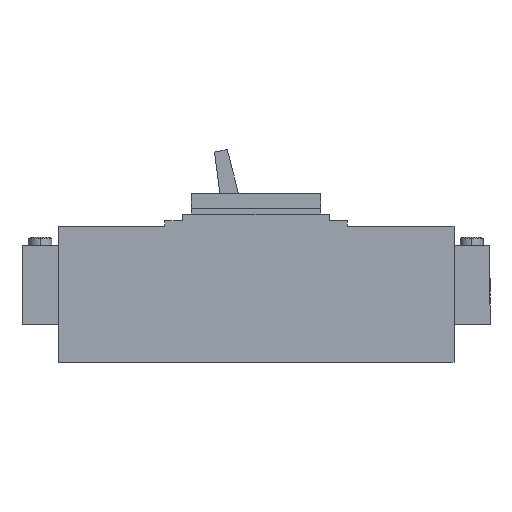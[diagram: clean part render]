
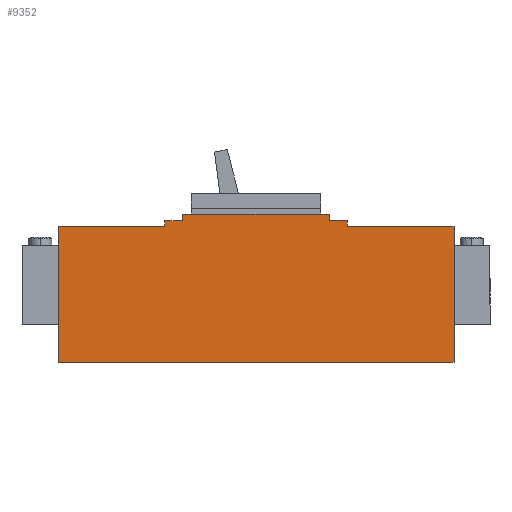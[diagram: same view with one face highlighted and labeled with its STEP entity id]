
A CAD part, left-side view. The second image highlights one B-rep face of the part: STEP entity #9352.
In plain terms, the highlighted planar face has unit normal (-1, 0, 0).
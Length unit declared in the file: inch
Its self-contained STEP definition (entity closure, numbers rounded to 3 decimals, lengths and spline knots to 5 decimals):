
#75 = DIRECTION ( 'NONE',  ( 0., -1., 0. ) ) ;
#181 = EDGE_CURVE ( 'NONE', #15736, #21215, #8729, .T. ) ;
#289 = LINE ( 'NONE', #20320, #1451 ) ;
#440 = DIRECTION ( 'NONE',  ( 0., 0., 1. ) ) ;
#684 = DIRECTION ( 'NONE',  ( 0., -1., 0. ) ) ;
#1451 = VECTOR ( 'NONE', #75, 39.37008 ) ;
#1509 = VECTOR ( 'NONE', #18079, 39.37008 ) ;
#1644 = CARTESIAN_POINT ( 'NONE',  ( -4.13386, -5.41339, 0. ) ) ;
#1904 = ORIENTED_EDGE ( 'NONE', *, *, #12067, .F. ) ;
#1990 = LINE ( 'NONE', #8836, #12338 ) ;
#2097 = FACE_OUTER_BOUND ( 'NONE', #7324, .T. ) ;
#2189 = VECTOR ( 'NONE', #9785, 39.37008 ) ;
#2686 = EDGE_CURVE ( 'NONE', #11268, #2957, #1990, .T. ) ;
#2807 = DIRECTION ( 'NONE',  ( 0., -1., 0. ) ) ;
#2957 = VERTEX_POINT ( 'NONE', #11623 ) ;
#3223 = EDGE_CURVE ( 'NONE', #2957, #13544, #4187, .T. ) ;
#3249 = VECTOR ( 'NONE', #18937, 39.37008 ) ;
#3633 = LINE ( 'NONE', #20603, #11393 ) ;
#4154 = CARTESIAN_POINT ( 'NONE',  ( -4.13386, -5.41339, 0. ) ) ;
#4187 = LINE ( 'NONE', #8013, #15557 ) ;
#4282 = ORIENTED_EDGE ( 'NONE', *, *, #15982, .F. ) ;
#4378 = VERTEX_POINT ( 'NONE', #12602 ) ;
#4496 = LINE ( 'NONE', #11328, #19832 ) ;
#4717 = CARTESIAN_POINT ( 'NONE',  ( -4.13386, -4.78346, 3.72047 ) ) ;
#4789 = LINE ( 'NONE', #13641, #8394 ) ;
#4972 = ORIENTED_EDGE ( 'NONE', *, *, #17625, .F. ) ;
#5162 = EDGE_CURVE ( 'NONE', #7736, #11268, #16502, .T. ) ;
#6201 = VECTOR ( 'NONE', #440, 39.37008 ) ;
#6317 = VERTEX_POINT ( 'NONE', #21695 ) ;
#6396 = EDGE_CURVE ( 'NONE', #22225, #9799, #289, .T. ) ;
#6455 = AXIS2_PLACEMENT_3D ( 'NONE', #14007, #17277, #12200 ) ;
#6747 = CARTESIAN_POINT ( 'NONE',  ( -4.13386, 5.41339, 3.72047 ) ) ;
#7030 = CARTESIAN_POINT ( 'NONE',  ( -4.13386, 2.00787, 4.05512 ) ) ;
#7324 = EDGE_LOOP ( 'NONE', ( #1904, #4972, #12753, #15963, #10238, #14940, #19541, #9743, #18275, #16197, #21460, #4282 ) ) ;
#7736 = VERTEX_POINT ( 'NONE', #7030 ) ;
#8013 = CARTESIAN_POINT ( 'NONE',  ( -4.13386, -4.78346, 3.87795 ) ) ;
#8394 = VECTOR ( 'NONE', #11731, 39.37008 ) ;
#8729 = LINE ( 'NONE', #1644, #21606 ) ;
#8836 = CARTESIAN_POINT ( 'NONE',  ( -4.13386, -2.00787, 0. ) ) ;
#9212 = CARTESIAN_POINT ( 'NONE',  ( -4.13386, 2.00787, 0. ) ) ;
#9352 = ADVANCED_FACE ( 'NONE', ( #2097 ), #20755, .F. ) ;
#9743 = ORIENTED_EDGE ( 'NONE', *, *, #20777, .F. ) ;
#9785 = DIRECTION ( 'NONE',  ( 0., 0., 1. ) ) ;
#9799 = VERTEX_POINT ( 'NONE', #11936 ) ;
#9879 = CARTESIAN_POINT ( 'NONE',  ( -4.13386, -4.78346, 4.05512 ) ) ;
#10238 = ORIENTED_EDGE ( 'NONE', *, *, #5162, .F. ) ;
#11268 = VERTEX_POINT ( 'NONE', #12917 ) ;
#11328 = CARTESIAN_POINT ( 'NONE',  ( -4.13386, -4.78346, 3.72047 ) ) ;
#11332 = VERTEX_POINT ( 'NONE', #6747 ) ;
#11334 = LINE ( 'NONE', #11562, #2189 ) ;
#11393 = VECTOR ( 'NONE', #12043, 39.37008 ) ;
#11562 = CARTESIAN_POINT ( 'NONE',  ( -4.13386, 5.41339, 0. ) ) ;
#11623 = CARTESIAN_POINT ( 'NONE',  ( -4.13386, -2.00787, 3.87795 ) ) ;
#11731 = DIRECTION ( 'NONE',  ( 0., 0., 1. ) ) ;
#11936 = CARTESIAN_POINT ( 'NONE',  ( -4.13386, 2.00787, 3.87795 ) ) ;
#11977 = DIRECTION ( 'NONE',  ( 0., 1., 0. ) ) ;
#12008 = EDGE_CURVE ( 'NONE', #21215, #11332, #11334, .T. ) ;
#12043 = DIRECTION ( 'NONE',  ( 0., 0., -1. ) ) ;
#12067 = EDGE_CURVE ( 'NONE', #6317, #13904, #16517, .T. ) ;
#12200 = DIRECTION ( 'NONE',  ( 0., 0., -1. ) ) ;
#12338 = VECTOR ( 'NONE', #15689, 39.37008 ) ;
#12602 = CARTESIAN_POINT ( 'NONE',  ( -4.13386, 2.5, 3.72047 ) ) ;
#12753 = ORIENTED_EDGE ( 'NONE', *, *, #3223, .F. ) ;
#12917 = CARTESIAN_POINT ( 'NONE',  ( -4.13386, -2.00787, 4.05512 ) ) ;
#13474 = DIRECTION ( 'NONE',  ( 0., -1., 0. ) ) ;
#13544 = VERTEX_POINT ( 'NONE', #18617 ) ;
#13641 = CARTESIAN_POINT ( 'NONE',  ( -4.13386, 2.5, 0. ) ) ;
#13904 = VERTEX_POINT ( 'NONE', #19513 ) ;
#14007 = CARTESIAN_POINT ( 'NONE',  ( -4.13386, -4.78346, 0. ) ) ;
#14761 = CARTESIAN_POINT ( 'NONE',  ( -4.13386, 2.5, 3.87795 ) ) ;
#14940 = ORIENTED_EDGE ( 'NONE', *, *, #19313, .F. ) ;
#15446 = CARTESIAN_POINT ( 'NONE',  ( -4.13386, -5.41339, 0. ) ) ;
#15557 = VECTOR ( 'NONE', #684, 39.37008 ) ;
#15689 = DIRECTION ( 'NONE',  ( 0., 0., -1. ) ) ;
#15736 = VERTEX_POINT ( 'NONE', #4154 ) ;
#15963 = ORIENTED_EDGE ( 'NONE', *, *, #2686, .F. ) ;
#15982 = EDGE_CURVE ( 'NONE', #13904, #15736, #19160, .T. ) ;
#16189 = VECTOR ( 'NONE', #13474, 39.37008 ) ;
#16197 = ORIENTED_EDGE ( 'NONE', *, *, #12008, .F. ) ;
#16295 = LINE ( 'NONE', #9212, #6201 ) ;
#16502 = LINE ( 'NONE', #9879, #1509 ) ;
#16517 = LINE ( 'NONE', #4717, #16189 ) ;
#17277 = DIRECTION ( 'NONE',  ( 1., 0., 0. ) ) ;
#17625 = EDGE_CURVE ( 'NONE', #13544, #6317, #3633, .T. ) ;
#18079 = DIRECTION ( 'NONE',  ( 0., -1., 0. ) ) ;
#18275 = ORIENTED_EDGE ( 'NONE', *, *, #19559, .F. ) ;
#18617 = CARTESIAN_POINT ( 'NONE',  ( -4.13386, -2.5, 3.87795 ) ) ;
#18937 = DIRECTION ( 'NONE',  ( 0., 0., -1. ) ) ;
#19160 = LINE ( 'NONE', #15446, #3249 ) ;
#19313 = EDGE_CURVE ( 'NONE', #9799, #7736, #16295, .T. ) ;
#19513 = CARTESIAN_POINT ( 'NONE',  ( -4.13386, -5.41339, 3.72047 ) ) ;
#19541 = ORIENTED_EDGE ( 'NONE', *, *, #6396, .F. ) ;
#19559 = EDGE_CURVE ( 'NONE', #11332, #4378, #4496, .T. ) ;
#19832 = VECTOR ( 'NONE', #2807, 39.37008 ) ;
#20320 = CARTESIAN_POINT ( 'NONE',  ( -4.13386, -4.78346, 3.87795 ) ) ;
#20451 = CARTESIAN_POINT ( 'NONE',  ( -4.13386, 5.41339, 0. ) ) ;
#20603 = CARTESIAN_POINT ( 'NONE',  ( -4.13386, -2.5, 0. ) ) ;
#20755 = PLANE ( 'NONE',  #6455 ) ;
#20777 = EDGE_CURVE ( 'NONE', #4378, #22225, #4789, .T. ) ;
#21215 = VERTEX_POINT ( 'NONE', #20451 ) ;
#21460 = ORIENTED_EDGE ( 'NONE', *, *, #181, .F. ) ;
#21606 = VECTOR ( 'NONE', #11977, 39.37008 ) ;
#21695 = CARTESIAN_POINT ( 'NONE',  ( -4.13386, -2.5, 3.72047 ) ) ;
#22225 = VERTEX_POINT ( 'NONE', #14761 ) ;
